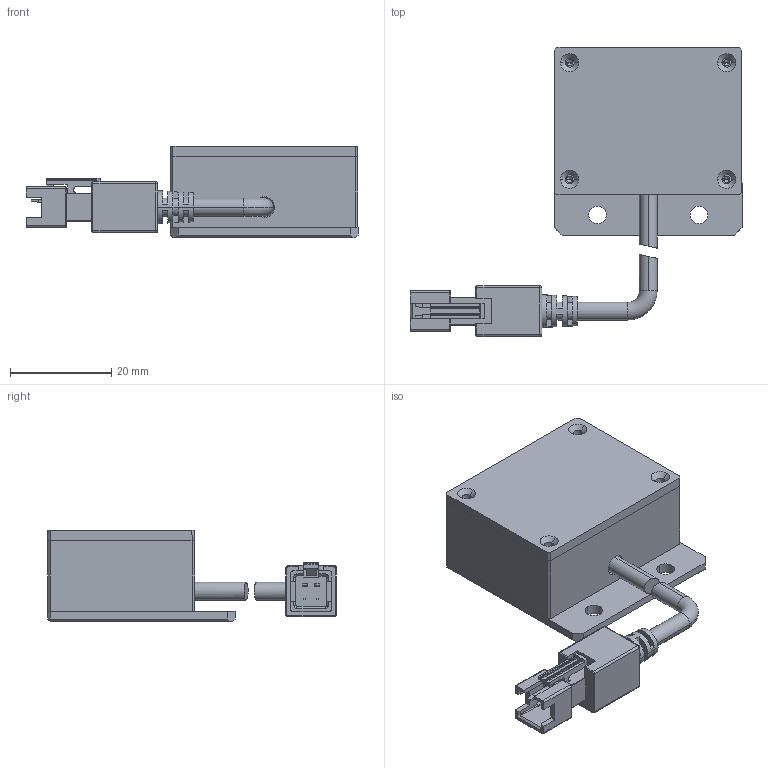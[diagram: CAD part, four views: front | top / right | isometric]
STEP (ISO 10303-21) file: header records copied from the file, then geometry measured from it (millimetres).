
FILE_DESCRIPTION (( 'STEP AP203' ), '1' );
FILE_NAME ('PFP-2727-H18X-A1.0.STEP', '2018-12-03T09:24:07', ( 'a' ), ( '' ), 'SwSTEP 2.0', 'SolidWorks 2014', '' );
FILE_SCHEMA (( 'CONFIG_CONTROL_DESIGN' ));
Length unit declared in the file: millimetre
Products named in the file (5): PFP-2727-H18X-A1.00翋极; P-F3729-X-V1.0鞦扞啣; P-F3729-X-V1.0裔啣; 謗郋嫖埭盄(譫傷); PFP-2727-H18X-A1.0
Assembly tree (4 placements, depth 2):
  PFP-2727-H18X-A1.0
    PFP-2727-H18X-A1.00翋极
    P-F3729-X-V1.0鞦扞啣
    P-F3729-X-V1.0裔啣
    謗郋嫖埭盄(譫傷)
Bounding box: 65.5 x 57 x 18 mm (x, y, z)
Volume: 11553.8 mm3; surface area: 11619.7 mm2
Topology: 5 solids, 5 shells, 350 faces, 877 edges, 541 vertices
Faces by surface type: plane 169, cylinder 119, cone 40, torus 16, sphere 4, bspline 2
Entity records: 10976 total; most frequent: CARTESIAN_POINT 1958, DIRECTION 1842, ORIENTED_EDGE 1714, EDGE_CURVE 857, AXIS2_PLACEMENT_3D 647, LINE 548, VECTOR 548, VERTEX_POINT 541
